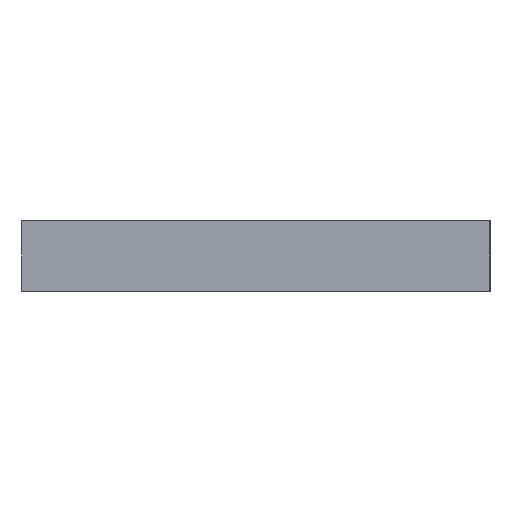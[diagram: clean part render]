
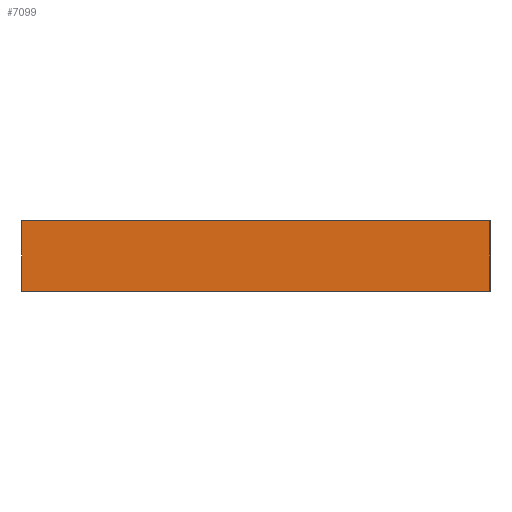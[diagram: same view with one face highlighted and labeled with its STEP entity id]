
A CAD part, left-side view. The second image highlights one B-rep face of the part: STEP entity #7099.
In plain terms, the highlighted planar face has unit normal (-1, 0, 0).
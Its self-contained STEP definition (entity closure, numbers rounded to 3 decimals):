
#780=FACE_OUTER_BOUND('',#1169,.T.);
#1169=EDGE_LOOP('',(#6475,#6476,#6477,#6478));
#1605=LINE('',#12167,#2380);
#1843=LINE('',#12617,#2618);
#1944=LINE('',#12847,#2719);
#1945=LINE('',#12848,#2720);
#2380=VECTOR('',#8023,10.);
#2618=VECTOR('',#8303,10.);
#2719=VECTOR('',#8602,10.);
#2720=VECTOR('',#8603,10.);
#3186=VERTEX_POINT('',#12164);
#3187=VERTEX_POINT('',#12166);
#3378=VERTEX_POINT('',#12616);
#3408=VERTEX_POINT('',#12846);
#4095=EDGE_CURVE('',#3186,#3187,#1605,.T.);
#4333=EDGE_CURVE('',#3378,#3187,#1843,.T.);
#4434=EDGE_CURVE('',#3378,#3408,#1944,.T.);
#4435=EDGE_CURVE('',#3408,#3186,#1945,.T.);
#6475=ORIENTED_EDGE('',*,*,#4434,.F.);
#6476=ORIENTED_EDGE('',*,*,#4333,.T.);
#6477=ORIENTED_EDGE('',*,*,#4095,.F.);
#6478=ORIENTED_EDGE('',*,*,#4435,.F.);
#6732=PLANE('',#7353);
#7099=ADVANCED_FACE('',(#780),#6732,.T.);
#7353=AXIS2_PLACEMENT_3D('',#12845,#8600,#8601);
#8023=DIRECTION('',(0.,-1.,0.));
#8303=DIRECTION('',(0.,0.,1.));
#8600=DIRECTION('center_axis',(-1.,0.,0.));
#8601=DIRECTION('ref_axis',(0.,-1.,0.));
#8602=DIRECTION('',(0.,1.,0.));
#8603=DIRECTION('',(0.,0.,1.));
#12164=CARTESIAN_POINT('',(-62.168,50.788,3.));
#12166=CARTESIAN_POINT('',(-62.168,30.788,3.));
#12167=CARTESIAN_POINT('',(-62.168,30.788,3.));
#12616=CARTESIAN_POINT('',(-62.168,30.788,0.));
#12617=CARTESIAN_POINT('',(-62.168,30.788,0.));
#12845=CARTESIAN_POINT('Origin',(-62.168,50.788,0.));
#12846=CARTESIAN_POINT('',(-62.168,50.788,0.));
#12847=CARTESIAN_POINT('',(-62.168,30.788,0.));
#12848=CARTESIAN_POINT('',(-62.168,50.788,0.));
